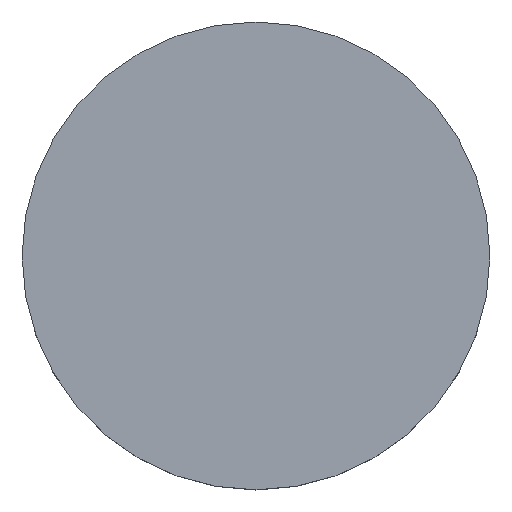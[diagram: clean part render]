
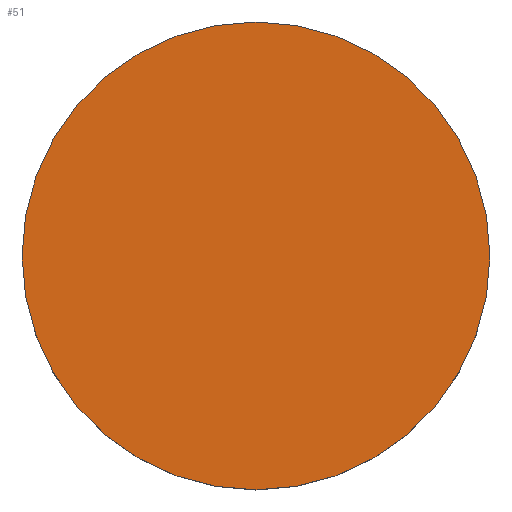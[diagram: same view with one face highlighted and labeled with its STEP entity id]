
A CAD part, top view. The second image highlights one B-rep face of the part: STEP entity #51.
In plain terms, the highlighted planar face has unit normal (0, 0, 1).
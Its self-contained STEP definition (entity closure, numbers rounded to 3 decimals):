
#34=FACE_OUTER_BOUND('',#92,.T.);
#38=PLANE('',#165);
#51=ADVANCED_FACE('',(#34),#38,.T.);
#92=EDGE_LOOP('',(#112));
#112=ORIENTED_EDGE('',*,*,#131,.T.);
#121=VERTEX_POINT('',#226);
#131=EDGE_CURVE('',#121,#121,#141,.T.);
#141=CIRCLE('',#154,6.);
#154=AXIS2_PLACEMENT_3D('',#225,#184,#185);
#165=AXIS2_PLACEMENT_3D('',#241,#206,#207);
#184=DIRECTION('',(0.,0.,1.));
#185=DIRECTION('',(1.,0.,0.));
#206=DIRECTION('',(0.,0.,1.));
#207=DIRECTION('',(-1.,0.,0.));
#225=CARTESIAN_POINT('',(0.,0.,12.));
#226=CARTESIAN_POINT('',(6.,0.,12.));
#241=CARTESIAN_POINT('',(3.,0.,12.));
